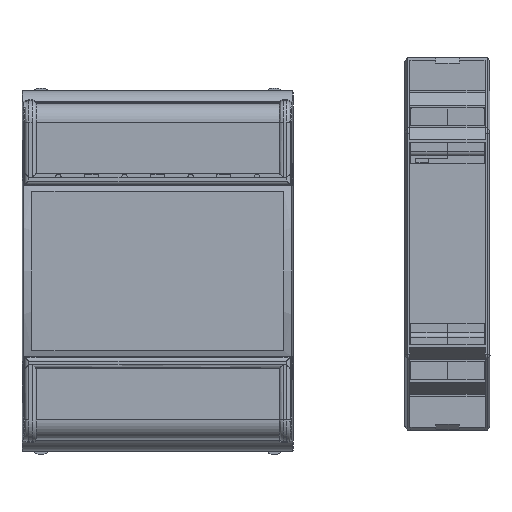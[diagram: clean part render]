
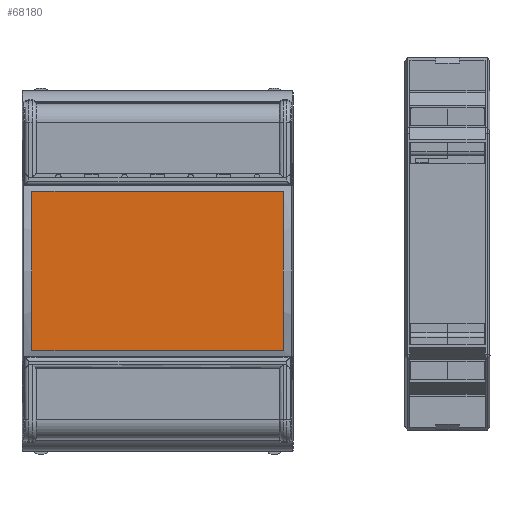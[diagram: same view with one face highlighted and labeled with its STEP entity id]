
A CAD part, top view. The second image highlights one B-rep face of the part: STEP entity #68180.
In plain terms, the highlighted face is planar.
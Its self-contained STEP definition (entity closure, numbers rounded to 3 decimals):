
#245 = FACE_OUTER_BOUND ( 'NONE', #63107, .T. ) ;
#3294 = EDGE_CURVE ( 'NONE', #7483, #36461, #66741, .T. ) ;
#3335 = DIRECTION ( 'NONE',  ( -1., 0., 0. ) ) ;
#7480 = LINE ( 'NONE', #14967, #8032 ) ;
#7483 = VERTEX_POINT ( 'NONE', #18187 ) ;
#8032 = VECTOR ( 'NONE', #56981, 1000. ) ;
#8512 = CARTESIAN_POINT ( 'NONE',  ( -21.15, 8., 2.25 ) ) ;
#9271 = EDGE_CURVE ( 'NONE', #36461, #44423, #26935, .T. ) ;
#14190 = VECTOR ( 'NONE', #67998, 1000. ) ;
#14875 = DIRECTION ( 'NONE',  ( 0., 1., 0. ) ) ;
#14967 = CARTESIAN_POINT ( 'NONE',  ( -21.15, 8., 69.05 ) ) ;
#16868 = ORIENTED_EDGE ( 'NONE', *, *, #3294, .T. ) ;
#18187 = CARTESIAN_POINT ( 'NONE',  ( 21.15, 8., 2.25 ) ) ;
#20365 = CARTESIAN_POINT ( 'NONE',  ( 21.15, 8., 2.25 ) ) ;
#21446 = VECTOR ( 'NONE', #31972, 1000. ) ;
#21623 = DIRECTION ( 'NONE',  ( 0., 0., 1. ) ) ;
#21814 = CARTESIAN_POINT ( 'NONE',  ( -21.15, 8., 2.25 ) ) ;
#25501 = LINE ( 'NONE', #20365, #21446 ) ;
#26935 = LINE ( 'NONE', #21814, #14190 ) ;
#31972 = DIRECTION ( 'NONE',  ( 0., 0., -1. ) ) ;
#36461 = VERTEX_POINT ( 'NONE', #42216 ) ;
#36653 = EDGE_CURVE ( 'NONE', #55265, #7483, #25501, .T. ) ;
#42216 = CARTESIAN_POINT ( 'NONE',  ( -21.15, 8., 2.25 ) ) ;
#42282 = CARTESIAN_POINT ( 'NONE',  ( 0., 8., 0. ) ) ;
#44423 = VERTEX_POINT ( 'NONE', #60858 ) ;
#49268 = ORIENTED_EDGE ( 'NONE', *, *, #36653, .T. ) ;
#51350 = EDGE_CURVE ( 'NONE', #44423, #55265, #7480, .T. ) ;
#51912 = VECTOR ( 'NONE', #3335, 1000. ) ;
#52034 = ORIENTED_EDGE ( 'NONE', *, *, #51350, .T. ) ;
#52907 = CARTESIAN_POINT ( 'NONE',  ( 21.15, 8., 69.05 ) ) ;
#55265 = VERTEX_POINT ( 'NONE', #52907 ) ;
#56890 = PLANE ( 'NONE',  #66095 ) ;
#56981 = DIRECTION ( 'NONE',  ( 1., 0., 0. ) ) ;
#60858 = CARTESIAN_POINT ( 'NONE',  ( -21.15, 8., 69.05 ) ) ;
#63107 = EDGE_LOOP ( 'NONE', ( #16868, #65312, #52034, #49268 ) ) ;
#65312 = ORIENTED_EDGE ( 'NONE', *, *, #9271, .T. ) ;
#66095 = AXIS2_PLACEMENT_3D ( 'NONE', #42282, #14875, #21623 ) ;
#66741 = LINE ( 'NONE', #8512, #51912 ) ;
#67998 = DIRECTION ( 'NONE',  ( 0., 0., 1. ) ) ;
#68180 = ADVANCED_FACE ( 'NONE', ( #245 ), #56890, .T. ) ;
